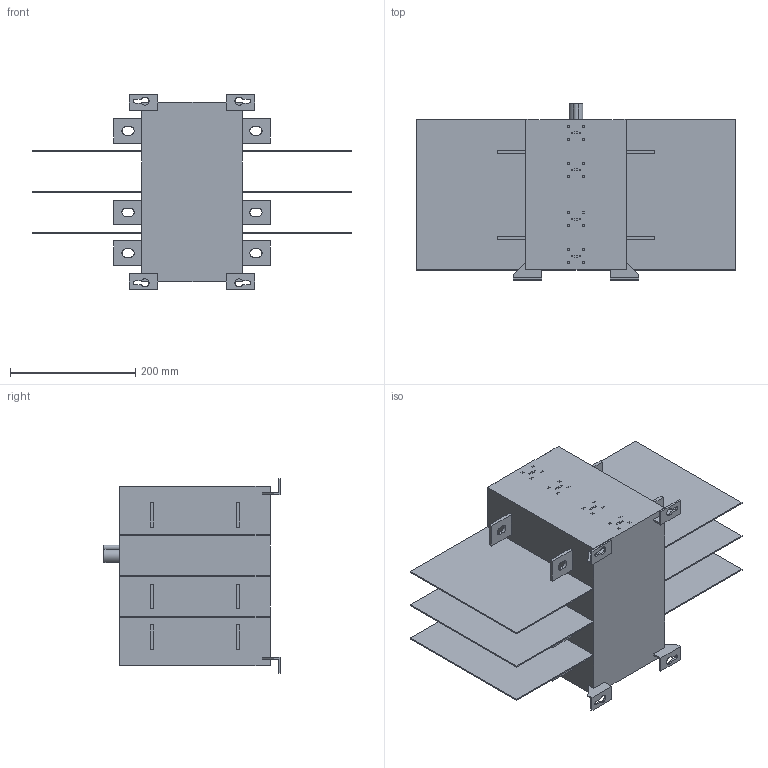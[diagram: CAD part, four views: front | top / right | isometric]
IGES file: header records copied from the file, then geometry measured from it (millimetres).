
Global section: file name: OT600U12C.igs; preprocessor: I-DEAS 3D IGES Translator 11; date: 20110427.092425; units: millimetre
Bounding box: 509 x 281 x 311 mm (x, y, z)
Volume: 11607372.5 mm3; surface area: 878183.4 mm2
Topology: 1 solids, 1 shells, 501 faces, 1444 edges, 1168 vertices
Faces by surface type: bspline 501
